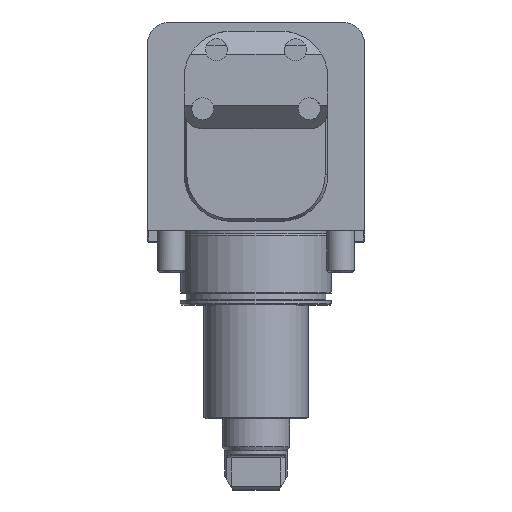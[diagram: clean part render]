
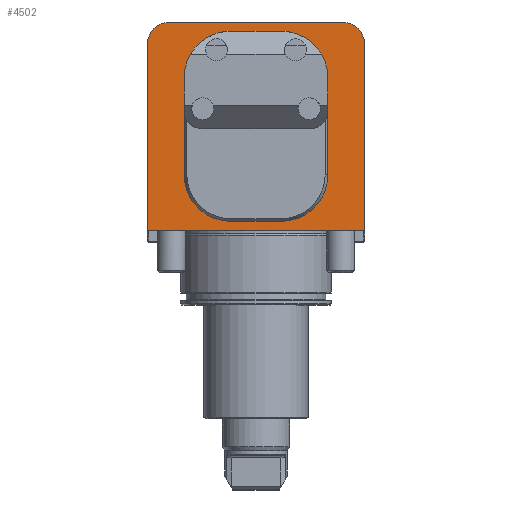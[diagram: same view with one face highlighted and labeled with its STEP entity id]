
A CAD part, top view. The second image highlights one B-rep face of the part: STEP entity #4502.
In plain terms, the highlighted planar face has unit normal (0, 0, 1).
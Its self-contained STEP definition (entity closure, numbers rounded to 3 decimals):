
#597 = LINE ( 'NONE', #10080, #27322 ) ;
#643 = VERTEX_POINT ( 'NONE', #21330 ) ;
#654 = CARTESIAN_POINT ( 'NONE',  ( -47., -60., 82. ) ) ;
#721 = ORIENTED_EDGE ( 'NONE', *, *, #31308, .F. ) ;
#808 = EDGE_CURVE ( 'NONE', #24405, #15757, #8551, .T. ) ;
#1033 = ORIENTED_EDGE ( 'NONE', *, *, #8689, .F. ) ;
#1486 = EDGE_LOOP ( 'NONE', ( #7652, #18022, #12219, #30554, #26129, #721 ) ) ;
#2121 = CARTESIAN_POINT ( 'NONE',  ( 47., 20., 82. ) ) ;
#2296 = ORIENTED_EDGE ( 'NONE', *, *, #5095, .F. ) ;
#2378 = DIRECTION ( 'NONE',  ( -1., 0., 0. ) ) ;
#2550 = VERTEX_POINT ( 'NONE', #8901 ) ;
#2581 = ORIENTED_EDGE ( 'NONE', *, *, #30362, .F. ) ;
#2615 = VERTEX_POINT ( 'NONE', #25885 ) ;
#3184 = VERTEX_POINT ( 'NONE', #3421 ) ;
#3194 = DIRECTION ( 'NONE',  ( 0., -1., 0. ) ) ;
#3421 = CARTESIAN_POINT ( 'NONE',  ( -31., 6., 82. ) ) ;
#3434 = DIRECTION ( 'NONE',  ( -1., 0., 0. ) ) ;
#3755 = DIRECTION ( 'NONE',  ( 0., 1., 0. ) ) ;
#3937 = CARTESIAN_POINT ( 'NONE',  ( -11., 6., 82. ) ) ;
#4502 = ADVANCED_FACE ( 'Defeature completata1_12', ( #12875, #29623 ), #7584, .T. ) ;
#5095 = EDGE_CURVE ( 'NONE', #17788, #6368, #15350, .T. ) ;
#5248 = EDGE_CURVE ( 'NONE', #15757, #17788, #23600, .T. ) ;
#5389 = CIRCLE ( 'NONE', #27526, 20. ) ;
#5641 = DIRECTION ( 'NONE',  ( 1., 0., 0. ) ) ;
#5975 = CARTESIAN_POINT ( 'NONE',  ( -47., 30., 82. ) ) ;
#6095 = CARTESIAN_POINT ( 'NONE',  ( 31., 6., 82. ) ) ;
#6109 = ORIENTED_EDGE ( 'NONE', *, *, #5248, .F. ) ;
#6123 = EDGE_CURVE ( 'NONE', #24943, #2615, #29745, .T. ) ;
#6225 = DIRECTION ( 'NONE',  ( 0., 1., 0. ) ) ;
#6326 = DIRECTION ( 'NONE',  ( 1., 0., 0. ) ) ;
#6368 = VERTEX_POINT ( 'NONE', #20571 ) ;
#6502 = DIRECTION ( 'NONE',  ( 0., 0., 1. ) ) ;
#6549 = CARTESIAN_POINT ( 'NONE',  ( -37., 20., 82. ) ) ;
#7244 = VERTEX_POINT ( 'NONE', #8947 ) ;
#7584 = PLANE ( 'NONE',  #11758 ) ;
#7652 = ORIENTED_EDGE ( 'NONE', *, *, #6123, .T. ) ;
#8380 = DIRECTION ( 'NONE',  ( 0., 1., 0. ) ) ;
#8551 = LINE ( 'NONE', #15638, #26741 ) ;
#8689 = EDGE_CURVE ( 'NONE', #6368, #3184, #5389, .T. ) ;
#8901 = CARTESIAN_POINT ( 'NONE',  ( -47., -60., 82. ) ) ;
#8910 = DIRECTION ( 'NONE',  ( 0., 0., 1. ) ) ;
#8947 = CARTESIAN_POINT ( 'NONE',  ( 11., -56., 82. ) ) ;
#9062 = EDGE_CURVE ( 'NONE', #643, #28503, #18249, .T. ) ;
#9808 = VECTOR ( 'NONE', #20262, 1000. ) ;
#10080 = CARTESIAN_POINT ( 'NONE',  ( -31., 6., 82. ) ) ;
#10214 = DIRECTION ( 'NONE',  ( 1., 0., 0. ) ) ;
#10768 = DIRECTION ( 'NONE',  ( 1., 0., 0. ) ) ;
#11308 = CIRCLE ( 'NONE', #12873, 20. ) ;
#11550 = ORIENTED_EDGE ( 'NONE', *, *, #26104, .F. ) ;
#11758 = AXIS2_PLACEMENT_3D ( 'NONE', #654, #29773, #17419 ) ;
#12219 = ORIENTED_EDGE ( 'NONE', *, *, #13322, .F. ) ;
#12251 = AXIS2_PLACEMENT_3D ( 'NONE', #6549, #16401, #10214 ) ;
#12873 = AXIS2_PLACEMENT_3D ( 'NONE', #22603, #27256, #27567 ) ;
#12875 = FACE_BOUND ( 'NONE', #29266, .T. ) ;
#13134 = LINE ( 'NONE', #22990, #19080 ) ;
#13322 = EDGE_CURVE ( 'NONE', #643, #2550, #19308, .T. ) ;
#13361 = EDGE_CURVE ( 'NONE', #3184, #16564, #597, .T. ) ;
#13528 = CARTESIAN_POINT ( 'NONE',  ( 37., 30., 82. ) ) ;
#13664 = ORIENTED_EDGE ( 'NONE', *, *, #13361, .F. ) ;
#13982 = DIRECTION ( 'NONE',  ( 1., 0., 0. ) ) ;
#14194 = CARTESIAN_POINT ( 'NONE',  ( -31., -36., 82. ) ) ;
#14256 = VERTEX_POINT ( 'NONE', #13528 ) ;
#15350 = LINE ( 'NONE', #22625, #19491 ) ;
#15384 = ORIENTED_EDGE ( 'NONE', *, *, #808, .F. ) ;
#15389 = AXIS2_PLACEMENT_3D ( 'NONE', #15745, #25552, #2378 ) ;
#15638 = CARTESIAN_POINT ( 'NONE',  ( 31., 6., 82. ) ) ;
#15745 = CARTESIAN_POINT ( 'NONE',  ( -11., -36., 82. ) ) ;
#15757 = VERTEX_POINT ( 'NONE', #6095 ) ;
#16001 = CARTESIAN_POINT ( 'NONE',  ( 47., -60., 82. ) ) ;
#16075 = CARTESIAN_POINT ( 'NONE',  ( -37., 30., 82. ) ) ;
#16181 = CARTESIAN_POINT ( 'NONE',  ( 11., 6., 82. ) ) ;
#16401 = DIRECTION ( 'NONE',  ( 0., 0., 1. ) ) ;
#16564 = VERTEX_POINT ( 'NONE', #14194 ) ;
#16702 = VECTOR ( 'NONE', #10768, 1000. ) ;
#17335 = CARTESIAN_POINT ( 'NONE',  ( -11., -56., 82. ) ) ;
#17419 = DIRECTION ( 'NONE',  ( 1., 0., 0. ) ) ;
#17788 = VERTEX_POINT ( 'NONE', #28421 ) ;
#18022 = ORIENTED_EDGE ( 'NONE', *, *, #24931, .F. ) ;
#18249 = LINE ( 'NONE', #16001, #31535 ) ;
#18696 = CARTESIAN_POINT ( 'NONE',  ( -11., -56., 82. ) ) ;
#18746 = EDGE_CURVE ( 'NONE', #16564, #21208, #22600, .T. ) ;
#19080 = VECTOR ( 'NONE', #6225, 1000. ) ;
#19308 = LINE ( 'NONE', #29107, #9808 ) ;
#19491 = VECTOR ( 'NONE', #3434, 1000. ) ;
#20262 = DIRECTION ( 'NONE',  ( -1., 0., 0. ) ) ;
#20571 = CARTESIAN_POINT ( 'NONE',  ( -11., 26., 82. ) ) ;
#20678 = LINE ( 'NONE', #5975, #20872 ) ;
#20872 = VECTOR ( 'NONE', #5641, 1000. ) ;
#21208 = VERTEX_POINT ( 'NONE', #17335 ) ;
#21268 = DIRECTION ( 'NONE',  ( 0., 0., 1. ) ) ;
#21330 = CARTESIAN_POINT ( 'NONE',  ( 47., -60., 82. ) ) ;
#22287 = CIRCLE ( 'NONE', #26900, 10. ) ;
#22600 = CIRCLE ( 'NONE', #15389, 20. ) ;
#22603 = CARTESIAN_POINT ( 'NONE',  ( 11., -36., 82. ) ) ;
#22625 = CARTESIAN_POINT ( 'NONE',  ( -11., 26., 82. ) ) ;
#22990 = CARTESIAN_POINT ( 'NONE',  ( -47., -60., 82. ) ) ;
#23600 = CIRCLE ( 'NONE', #27621, 20. ) ;
#24405 = VERTEX_POINT ( 'NONE', #31711 ) ;
#24931 = EDGE_CURVE ( 'NONE', #2550, #2615, #13134, .T. ) ;
#24943 = VERTEX_POINT ( 'NONE', #16075 ) ;
#25552 = DIRECTION ( 'NONE',  ( 0., 0., 1. ) ) ;
#25885 = CARTESIAN_POINT ( 'NONE',  ( -47., 20., 82. ) ) ;
#26005 = DIRECTION ( 'NONE',  ( 1., 0., 0. ) ) ;
#26104 = EDGE_CURVE ( 'NONE', #7244, #24405, #11308, .T. ) ;
#26129 = ORIENTED_EDGE ( 'NONE', *, *, #28936, .T. ) ;
#26741 = VECTOR ( 'NONE', #8380, 1000. ) ;
#26900 = AXIS2_PLACEMENT_3D ( 'NONE', #29110, #21268, #13982 ) ;
#27256 = DIRECTION ( 'NONE',  ( 0., 0., 1. ) ) ;
#27322 = VECTOR ( 'NONE', #3194, 1000. ) ;
#27526 = AXIS2_PLACEMENT_3D ( 'NONE', #3937, #6502, #26005 ) ;
#27567 = DIRECTION ( 'NONE',  ( -1., 0., 0. ) ) ;
#27621 = AXIS2_PLACEMENT_3D ( 'NONE', #16181, #8910, #6326 ) ;
#28421 = CARTESIAN_POINT ( 'NONE',  ( 11., 26., 82. ) ) ;
#28503 = VERTEX_POINT ( 'NONE', #2121 ) ;
#28936 = EDGE_CURVE ( 'NONE', #28503, #14256, #22287, .T. ) ;
#29107 = CARTESIAN_POINT ( 'NONE',  ( -47., -60., 82. ) ) ;
#29110 = CARTESIAN_POINT ( 'NONE',  ( 37., 20., 82. ) ) ;
#29266 = EDGE_LOOP ( 'NONE', ( #13664, #1033, #2296, #6109, #15384, #11550, #2581, #29876 ) ) ;
#29623 = FACE_OUTER_BOUND ( 'NONE', #1486, .T. ) ;
#29745 = CIRCLE ( 'NONE', #12251, 10. ) ;
#29773 = DIRECTION ( 'NONE',  ( 0., 0., 1. ) ) ;
#29876 = ORIENTED_EDGE ( 'NONE', *, *, #18746, .F. ) ;
#30362 = EDGE_CURVE ( 'NONE', #21208, #7244, #30914, .T. ) ;
#30554 = ORIENTED_EDGE ( 'NONE', *, *, #9062, .T. ) ;
#30914 = LINE ( 'NONE', #18696, #16702 ) ;
#31308 = EDGE_CURVE ( 'NONE', #24943, #14256, #20678, .T. ) ;
#31535 = VECTOR ( 'NONE', #3755, 1000. ) ;
#31711 = CARTESIAN_POINT ( 'NONE',  ( 31., -36., 82. ) ) ;
